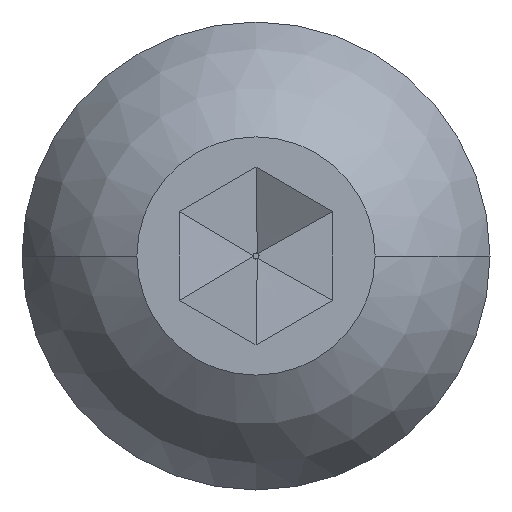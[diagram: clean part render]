
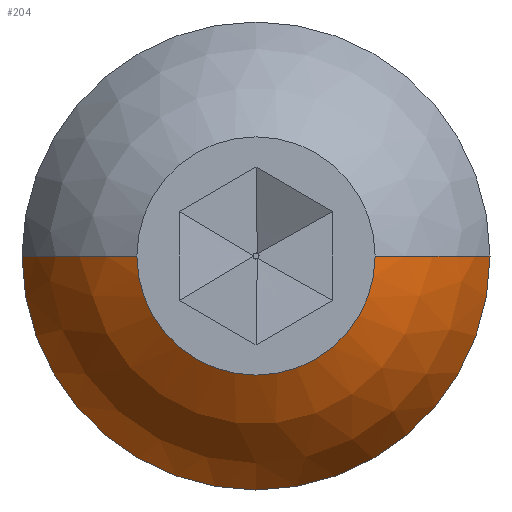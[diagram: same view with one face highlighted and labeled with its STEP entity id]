
A CAD part, left-side view. The second image highlights one B-rep face of the part: STEP entity #204.
In plain terms, the highlighted spherical face has radius 4.026 mm.
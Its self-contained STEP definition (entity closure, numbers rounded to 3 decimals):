
#1 = ORIENTED_EDGE ( 'NONE', *, *, #712, .F. ) ;
#17 = DIRECTION ( 'NONE',  ( 0., 0., -1. ) ) ;
#95 = VERTEX_POINT ( 'NONE', #240 ) ;
#98 = VERTEX_POINT ( 'NONE', #786 ) ;
#169 = ORIENTED_EDGE ( 'NONE', *, *, #758, .T. ) ;
#177 = CARTESIAN_POINT ( 'NONE',  ( 2.2, 0., 0. ) ) ;
#179 = CARTESIAN_POINT ( 'NONE',  ( 3.531, 0., 0. ) ) ;
#204 = ADVANCED_FACE ( 'NONE', ( #582 ), #804, .T. ) ;
#228 = VERTEX_POINT ( 'NONE', #375 ) ;
#240 = CARTESIAN_POINT ( 'NONE',  ( 0., 1.935, 0. ) ) ;
#254 = DIRECTION ( 'NONE',  ( 0., 0., 1. ) ) ;
#259 = DIRECTION ( 'NONE',  ( 1., 0., 0. ) ) ;
#262 = VERTEX_POINT ( 'NONE', #533 ) ;
#269 = DIRECTION ( 'NONE',  ( -1., 0., 0. ) ) ;
#311 = DIRECTION ( 'NONE',  ( 0., -1., 0. ) ) ;
#375 = CARTESIAN_POINT ( 'NONE',  ( 2.2, -3.8, 0. ) ) ;
#425 = AXIS2_PLACEMENT_3D ( 'NONE', #179, #721, #259 ) ;
#428 = EDGE_LOOP ( 'NONE', ( #613, #169, #1, #844 ) ) ;
#429 = AXIS2_PLACEMENT_3D ( 'NONE', #460, #17, #550 ) ;
#436 = AXIS2_PLACEMENT_3D ( 'NONE', #177, #717, #254 ) ;
#460 = CARTESIAN_POINT ( 'NONE',  ( 3.531, 0., 0. ) ) ;
#470 = AXIS2_PLACEMENT_3D ( 'NONE', #736, #269, #810 ) ;
#532 = CIRCLE ( 'NONE', #425, 4.026 ) ;
#533 = CARTESIAN_POINT ( 'NONE',  ( 0., -1.935, 0. ) ) ;
#550 = DIRECTION ( 'NONE',  ( 0., 1., 0. ) ) ;
#565 = CIRCLE ( 'NONE', #429, 4.026 ) ;
#582 = FACE_OUTER_BOUND ( 'NONE', #428, .T. ) ;
#606 = CARTESIAN_POINT ( 'NONE',  ( 3.531, 0., 0. ) ) ;
#613 = ORIENTED_EDGE ( 'NONE', *, *, #756, .T. ) ;
#615 = AXIS2_PLACEMENT_3D ( 'NONE', #606, #781, #311 ) ;
#712 = EDGE_CURVE ( 'NONE', #95, #262, #881, .T. ) ;
#717 = DIRECTION ( 'NONE',  ( -1., 0., 0. ) ) ;
#721 = DIRECTION ( 'NONE',  ( 0., 0., 1. ) ) ;
#736 = CARTESIAN_POINT ( 'NONE',  ( 0., 0., 0. ) ) ;
#756 = EDGE_CURVE ( 'NONE', #98, #228, #939, .T. ) ;
#758 = EDGE_CURVE ( 'NONE', #228, #262, #565, .T. ) ;
#761 = EDGE_CURVE ( 'NONE', #98, #95, #532, .T. ) ;
#781 = DIRECTION ( 'NONE',  ( -1., 0., 0. ) ) ;
#786 = CARTESIAN_POINT ( 'NONE',  ( 2.2, 3.8, 0. ) ) ;
#804 = SPHERICAL_SURFACE ( 'NONE', #615, 4.026 ) ;
#810 = DIRECTION ( 'NONE',  ( 0., 0., 1. ) ) ;
#844 = ORIENTED_EDGE ( 'NONE', *, *, #761, .F. ) ;
#881 = CIRCLE ( 'NONE', #470, 1.935 ) ;
#939 = CIRCLE ( 'NONE', #436, 3.8 ) ;
